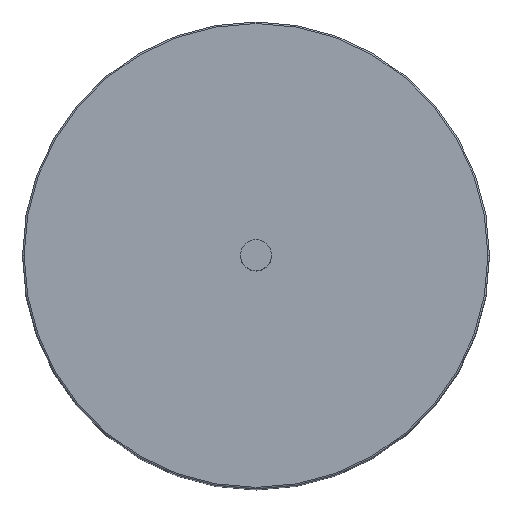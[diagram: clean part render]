
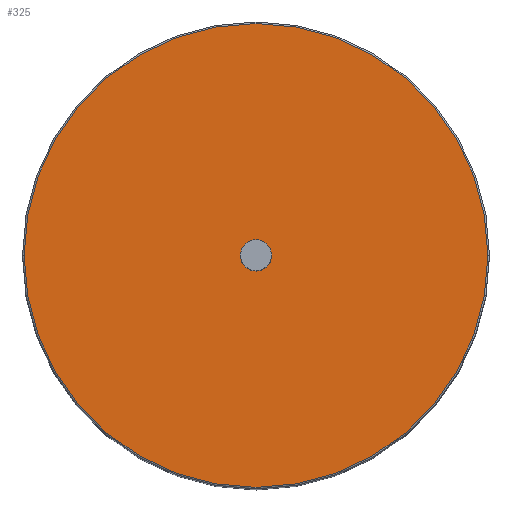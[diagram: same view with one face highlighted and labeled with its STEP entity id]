
A CAD part, top view. The second image highlights one B-rep face of the part: STEP entity #325.
In plain terms, the highlighted planar face has unit normal (0, 0, 1).
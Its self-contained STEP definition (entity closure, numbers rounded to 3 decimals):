
#123=CARTESIAN_POINT('',(0.,0.,40.));
#124=DIRECTION('',(0.,0.,1.));
#125=DIRECTION('',(1.,0.,0.));
#126=AXIS2_PLACEMENT_3D('',#123,#124,#125);
#128=CARTESIAN_POINT('',(0.,0.,40.));
#129=DIRECTION('',(0.,0.,1.));
#130=DIRECTION('',(-1.,0.,0.));
#131=AXIS2_PLACEMENT_3D('',#128,#129,#130);
#133=CARTESIAN_POINT('',(0.,0.,40.));
#134=DIRECTION('',(0.,0.,1.));
#135=DIRECTION('',(-1.,0.,0.));
#136=AXIS2_PLACEMENT_3D('',#133,#134,#135);
#138=CARTESIAN_POINT('',(0.,0.,40.));
#139=DIRECTION('',(0.,0.,1.));
#140=DIRECTION('',(1.,0.,0.));
#141=AXIS2_PLACEMENT_3D('',#138,#139,#140);
#184=CARTESIAN_POINT('',(1.,0.,40.));
#185=CARTESIAN_POINT('',(-1.,0.,40.));
#186=VERTEX_POINT('',#184);
#187=VERTEX_POINT('',#185);
#188=CARTESIAN_POINT('',(-14.9,0.,40.));
#189=CARTESIAN_POINT('',(14.9,0.,40.));
#190=VERTEX_POINT('',#188);
#191=VERTEX_POINT('',#189);
#309=CARTESIAN_POINT('',(0.,0.,40.));
#310=DIRECTION('',(0.,0.,1.));
#311=DIRECTION('',(1.,0.,0.));
#312=AXIS2_PLACEMENT_3D('',#309,#310,#311);
#313=PLANE('',#312);
#315=ORIENTED_EDGE('',*,*,#314,.F.);
#316=ORIENTED_EDGE('',*,*,#292,.F.);
#317=EDGE_LOOP('',(#315,#316));
#318=FACE_OUTER_BOUND('',#317,.F.);
#320=ORIENTED_EDGE('',*,*,#319,.T.);
#322=ORIENTED_EDGE('',*,*,#321,.T.);
#323=EDGE_LOOP('',(#320,#322));
#324=FACE_BOUND('',#323,.F.);
#325=ADVANCED_FACE('',(#318,#324),#313,.T.);
#127=CIRCLE('',#126,1.);
#132=CIRCLE('',#131,1.);
#137=CIRCLE('',#136,14.9);
#142=CIRCLE('',#141,14.9);
#292=EDGE_CURVE('',#191,#190,#142,.T.);
#314=EDGE_CURVE('',#190,#191,#137,.T.);
#319=EDGE_CURVE('',#186,#187,#127,.T.);
#321=EDGE_CURVE('',#187,#186,#132,.T.);
